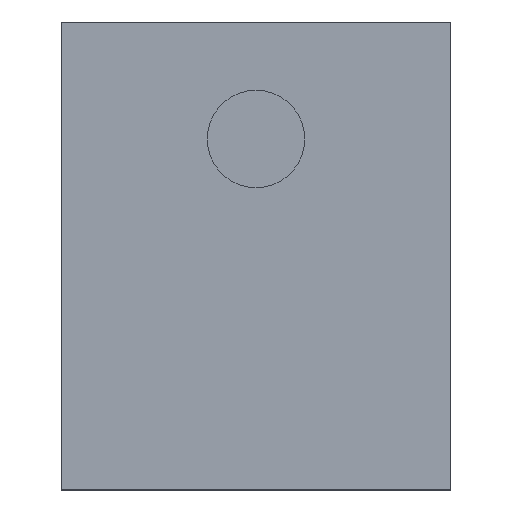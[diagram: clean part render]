
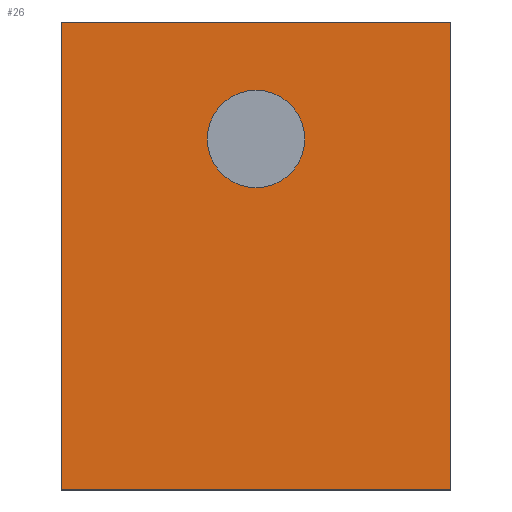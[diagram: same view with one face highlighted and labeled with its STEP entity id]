
A CAD part, top view. The second image highlights one B-rep face of the part: STEP entity #26.
In plain terms, the highlighted planar face has unit normal (0, 0, 1).
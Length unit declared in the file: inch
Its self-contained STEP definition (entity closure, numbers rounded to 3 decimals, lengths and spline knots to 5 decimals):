
#20 = DIRECTION ( 'NONE',  ( 1., 0., 0. ) ) ;
#26 = ADVANCED_FACE ( 'NONE', ( #456, #449 ), #358, .T. ) ;
#35 = AXIS2_PLACEMENT_3D ( 'NONE', #46, #318, #661 ) ;
#38 = LINE ( 'NONE', #202, #445 ) ;
#43 = CARTESIAN_POINT ( 'NONE',  ( 0.05, -0.06, 0.022 ) ) ;
#46 = CARTESIAN_POINT ( 'NONE',  ( 0., 0.03, 0.022 ) ) ;
#57 = VECTOR ( 'NONE', #299, 39.37008 ) ;
#82 = EDGE_CURVE ( 'NONE', #429, #484, #526, .T. ) ;
#104 = CIRCLE ( 'NONE', #736, 0.0125 ) ;
#105 = ORIENTED_EDGE ( 'NONE', *, *, #82, .T. ) ;
#109 = EDGE_CURVE ( 'NONE', #480, #283, #522, .T. ) ;
#114 = DIRECTION ( 'NONE',  ( 0., -1., 0. ) ) ;
#139 = CARTESIAN_POINT ( 'NONE',  ( -0.05, -0.06, 0.022 ) ) ;
#189 = CARTESIAN_POINT ( 'NONE',  ( 0.0125, 0.03, 0.022 ) ) ;
#196 = CIRCLE ( 'NONE', #35, 0.0125 ) ;
#202 = CARTESIAN_POINT ( 'NONE',  ( 0.05, 0., 0.022 ) ) ;
#230 = CARTESIAN_POINT ( 'NONE',  ( 0.05, 0.06, 0.022 ) ) ;
#233 = ORIENTED_EDGE ( 'NONE', *, *, #371, .T. ) ;
#240 = EDGE_CURVE ( 'NONE', #359, #556, #196, .T. ) ;
#251 = EDGE_CURVE ( 'NONE', #283, #429, #38, .T. ) ;
#270 = DIRECTION ( 'NONE',  ( 0., 1., 0. ) ) ;
#283 = VERTEX_POINT ( 'NONE', #43 ) ;
#288 = CARTESIAN_POINT ( 'NONE',  ( -0.0125, 0.03, 0.022 ) ) ;
#289 = EDGE_LOOP ( 'NONE', ( #233, #571, #314, #105 ) ) ;
#297 = CARTESIAN_POINT ( 'NONE',  ( 0., 0., 0.022 ) ) ;
#299 = DIRECTION ( 'NONE',  ( -1., 0., 0. ) ) ;
#309 = DIRECTION ( 'NONE',  ( 1., 0., 0. ) ) ;
#314 = ORIENTED_EDGE ( 'NONE', *, *, #251, .T. ) ;
#318 = DIRECTION ( 'NONE',  ( 0., 0., 1. ) ) ;
#348 = EDGE_LOOP ( 'NONE', ( #366, #368 ) ) ;
#358 = PLANE ( 'NONE',  #576 ) ;
#359 = VERTEX_POINT ( 'NONE', #288 ) ;
#366 = ORIENTED_EDGE ( 'NONE', *, *, #240, .F. ) ;
#368 = ORIENTED_EDGE ( 'NONE', *, *, #715, .F. ) ;
#371 = EDGE_CURVE ( 'NONE', #484, #480, #561, .T. ) ;
#429 = VERTEX_POINT ( 'NONE', #230 ) ;
#445 = VECTOR ( 'NONE', #270, 39.37008 ) ;
#449 = FACE_OUTER_BOUND ( 'NONE', #289, .T. ) ;
#455 = CARTESIAN_POINT ( 'NONE',  ( -0.05, 0., 0.022 ) ) ;
#456 = FACE_BOUND ( 'NONE', #348, .T. ) ;
#476 = CARTESIAN_POINT ( 'NONE',  ( 0., 0.03, 0.022 ) ) ;
#480 = VERTEX_POINT ( 'NONE', #139 ) ;
#484 = VERTEX_POINT ( 'NONE', #578 ) ;
#485 = DIRECTION ( 'NONE',  ( 1., 0., 0. ) ) ;
#520 = DIRECTION ( 'NONE',  ( 0., 0., 1. ) ) ;
#522 = LINE ( 'NONE', #653, #563 ) ;
#526 = LINE ( 'NONE', #534, #57 ) ;
#534 = CARTESIAN_POINT ( 'NONE',  ( 0., 0.06, 0.022 ) ) ;
#544 = DIRECTION ( 'NONE',  ( 0., 0., 1. ) ) ;
#556 = VERTEX_POINT ( 'NONE', #189 ) ;
#561 = LINE ( 'NONE', #455, #647 ) ;
#563 = VECTOR ( 'NONE', #20, 39.37008 ) ;
#571 = ORIENTED_EDGE ( 'NONE', *, *, #109, .T. ) ;
#576 = AXIS2_PLACEMENT_3D ( 'NONE', #297, #520, #309 ) ;
#578 = CARTESIAN_POINT ( 'NONE',  ( -0.05, 0.06, 0.022 ) ) ;
#647 = VECTOR ( 'NONE', #114, 39.37008 ) ;
#653 = CARTESIAN_POINT ( 'NONE',  ( 0., -0.06, 0.022 ) ) ;
#661 = DIRECTION ( 'NONE',  ( 1., 0., 0. ) ) ;
#715 = EDGE_CURVE ( 'NONE', #556, #359, #104, .T. ) ;
#736 = AXIS2_PLACEMENT_3D ( 'NONE', #476, #544, #485 ) ;
